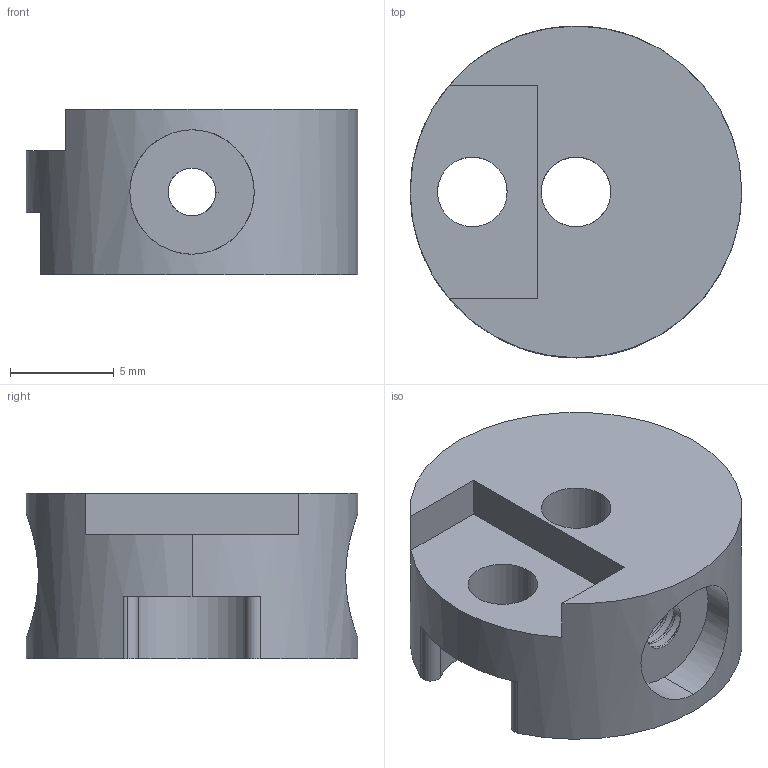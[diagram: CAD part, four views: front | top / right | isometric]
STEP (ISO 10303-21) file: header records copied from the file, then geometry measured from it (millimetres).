
FILE_DESCRIPTION (( 'STEP AP214' ), '1' );
FILE_NAME ('N20 motor hub 5mm (3D).STEP', '2021-06-04T10:44:15', ( '' ), ( '' ), 'SwSTEP 2.0', 'SolidWorks 2016', '' );
FILE_SCHEMA (( 'AUTOMOTIVE_DESIGN' ));
Length unit declared in the file: millimetre
Products named in the file (2): N20 motor hub 5mm (3D)
Bounding box: 16 x 16 x 8 mm (x, y, z)
Volume: 1152.4 mm3; surface area: 1088.3 mm2
Topology: 1 solids, 1 shells, 84 faces, 237 edges, 158 vertices
Faces by surface type: cylinder 54, bspline 20, plane 10
Entity records: 15791 total; most frequent: CARTESIAN_POINT 13967, ORIENTED_EDGE 474, DIRECTION 260, EDGE_CURVE 237, VERTEX_POINT 158, AXIS2_PLACEMENT_3D 98, EDGE_LOOP 95, FACE_OUTER_BOUND 84
